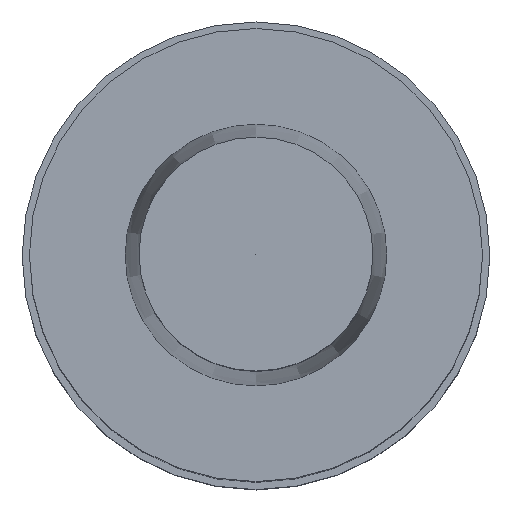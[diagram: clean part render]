
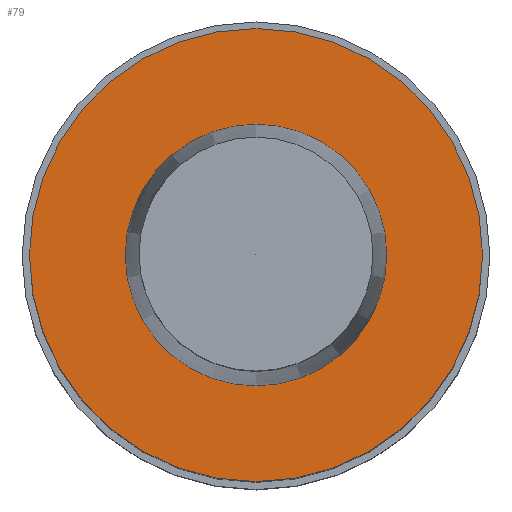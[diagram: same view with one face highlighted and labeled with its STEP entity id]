
A CAD part, top view. The second image highlights one B-rep face of the part: STEP entity #79.
In plain terms, the highlighted conical face has half-angle 90 degrees and reference radius 12.225 mm.
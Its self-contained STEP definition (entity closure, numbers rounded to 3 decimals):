
#79=ADVANCED_FACE('',(#97,#98),#99,.F.);
#97=FACE_BOUND('',#124,.T.);
#98=FACE_BOUND('',#125,.T.);
#99=CONICAL_SURFACE('',#126,12.225,1.571);
#124=EDGE_LOOP('',(#159));
#125=EDGE_LOOP('',(#160));
#126=AXIS2_PLACEMENT_3D('',#161,#162,#163);
#159=ORIENTED_EDGE('',*,*,#189,.F.);
#160=ORIENTED_EDGE('',*,*,#188,.T.);
#161=CARTESIAN_POINT('',(0.,0.,43.));
#162=DIRECTION('',(0.,0.,1.));
#163=DIRECTION('',(0.,1.,0.));
#188=EDGE_CURVE('',#200,#200,#201,.T.);
#189=EDGE_CURVE('',#202,#202,#203,.T.);
#200=VERTEX_POINT('',#216);
#201=CIRCLE('',#217,8.95);
#202=VERTEX_POINT('',#218);
#203=CIRCLE('',#219,15.5);
#216=CARTESIAN_POINT('',(0.,8.95,43.));
#217=AXIS2_PLACEMENT_3D('',#235,#236,#237);
#218=CARTESIAN_POINT('',(0.,15.5,43.));
#219=AXIS2_PLACEMENT_3D('',#238,#239,#240);
#235=CARTESIAN_POINT('',(0.,0.,43.));
#236=DIRECTION('',(0.,0.,-1.));
#237=DIRECTION('',(0.,1.,0.));
#238=CARTESIAN_POINT('',(0.,0.,43.));
#239=DIRECTION('',(0.,0.,-1.));
#240=DIRECTION('',(0.,1.,0.));
